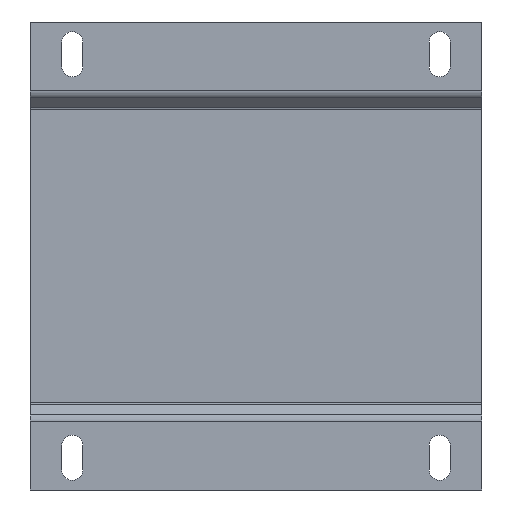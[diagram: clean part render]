
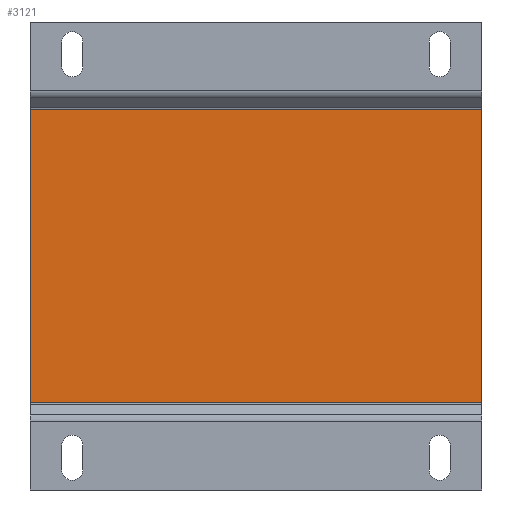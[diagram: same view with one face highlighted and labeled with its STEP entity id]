
A CAD part, front view. The second image highlights one B-rep face of the part: STEP entity #3121.
In plain terms, the highlighted planar face has unit normal (0, -1, 0).
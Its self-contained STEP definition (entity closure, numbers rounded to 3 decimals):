
#118 = VECTOR ( 'NONE', #3470, 1000. ) ;
#201 = CARTESIAN_POINT ( 'NONE',  ( 75., -64.5, -77.7 ) ) ;
#408 = VECTOR ( 'NONE', #6081, 1000. ) ;
#837 = VERTEX_POINT ( 'NONE', #3835 ) ;
#1310 = VECTOR ( 'NONE', #5899, 1000. ) ;
#1433 = AXIS2_PLACEMENT_3D ( 'NONE', #8096, #1651, #7413 ) ;
#1457 = FACE_OUTER_BOUND ( 'NONE', #8626, .T. ) ;
#1633 = VERTEX_POINT ( 'NONE', #1869 ) ;
#1651 = DIRECTION ( 'NONE',  ( 0., 1., 0. ) ) ;
#1828 = VERTEX_POINT ( 'NONE', #7217 ) ;
#1869 = CARTESIAN_POINT ( 'NONE',  ( 75., -64.5, 48.757 ) ) ;
#2017 = CARTESIAN_POINT ( 'NONE',  ( 0., -64.5, -48.757 ) ) ;
#2126 = EDGE_CURVE ( 'Defeature ausgef�hrt1_102+Defeature ausgef�hrt1_95+Defeature ausgef�hrt1_104+Defeature ausgef�hrt1_117', #837, #1828, #2198, .T. ) ;
#2198 = LINE ( 'NONE', #8303, #408 ) ;
#2495 = CARTESIAN_POINT ( 'NONE',  ( 75., -64.5, -48.757 ) ) ;
#2562 = ORIENTED_EDGE ( 'NONE', *, *, #3579, .F. ) ;
#2752 = CARTESIAN_POINT ( 'NONE',  ( 0., -64.5, 48.757 ) ) ;
#3121 = ADVANCED_FACE ( 'Defeature ausgef�hrt1_95', ( #1457 ), #3761, .F. ) ;
#3280 = VERTEX_POINT ( 'NONE', #2495 ) ;
#3470 = DIRECTION ( 'NONE',  ( -1., 0., 0. ) ) ;
#3579 = EDGE_CURVE ( 'Defeature ausgef�hrt1_105+Defeature ausgef�hrt1_95+Defeature ausgef�hrt1_103+Defeature ausgef�hrt1_104', #3280, #837, #7416, .T. ) ;
#3761 = PLANE ( 'NONE',  #1433 ) ;
#3804 = LINE ( 'NONE', #2752, #118 ) ;
#3809 = ORIENTED_EDGE ( 'NONE', *, *, #8243, .T. ) ;
#3835 = CARTESIAN_POINT ( 'NONE',  ( -75., -64.5, -48.757 ) ) ;
#4816 = ORIENTED_EDGE ( 'NONE', *, *, #2126, .F. ) ;
#5155 = VECTOR ( 'NONE', #7063, 1000. ) ;
#5899 = DIRECTION ( 'NONE',  ( 0., 0., -1. ) ) ;
#5974 = ORIENTED_EDGE ( 'NONE', *, *, #8396, .F. ) ;
#6081 = DIRECTION ( 'NONE',  ( 0., 0., 1. ) ) ;
#6492 = LINE ( 'NONE', #201, #1310 ) ;
#7063 = DIRECTION ( 'NONE',  ( -1., 0., 0. ) ) ;
#7217 = CARTESIAN_POINT ( 'NONE',  ( -75., -64.5, 48.757 ) ) ;
#7413 = DIRECTION ( 'NONE',  ( 0., 0., 1. ) ) ;
#7416 = LINE ( 'NONE', #2017, #5155 ) ;
#8096 = CARTESIAN_POINT ( 'NONE',  ( 0., -64.5, 0. ) ) ;
#8243 = EDGE_CURVE ( 'Defeature ausgef�hrt1_95+Defeature ausgef�hrt1_118+Defeature ausgef�hrt1_100+Defeature ausgef�hrt1_102', #1633, #1828, #3804, .T. ) ;
#8303 = CARTESIAN_POINT ( 'NONE',  ( -75., -64.5, -77.7 ) ) ;
#8396 = EDGE_CURVE ( 'Defeature ausgef�hrt1_100+Defeature ausgef�hrt1_95+Defeature ausgef�hrt1_116+Defeature ausgef�hrt1_103', #1633, #3280, #6492, .T. ) ;
#8626 = EDGE_LOOP ( 'NONE', ( #5974, #3809, #4816, #2562 ) ) ;
